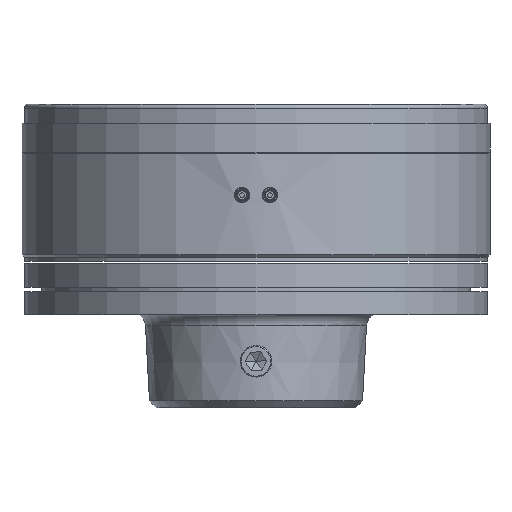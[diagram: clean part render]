
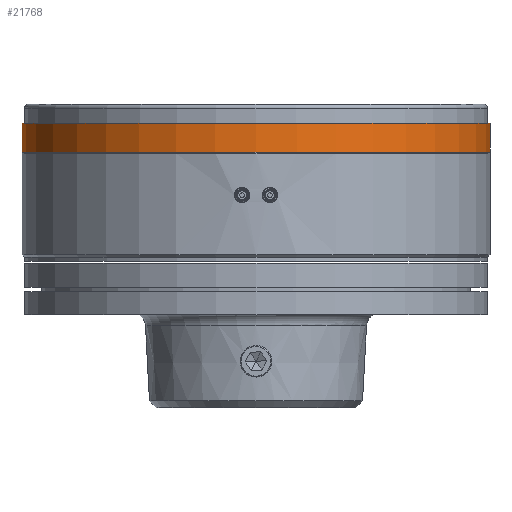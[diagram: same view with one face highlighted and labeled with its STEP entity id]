
A CAD part, front view. The second image highlights one B-rep face of the part: STEP entity #21768.
In plain terms, the highlighted cylindrical face has radius 50.5 mm (diameter 101 mm), a partial arc.
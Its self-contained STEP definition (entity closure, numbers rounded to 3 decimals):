
#84 = LINE ( 'NONE', #17493, #8517 ) ;
#326 = EDGE_CURVE ( 'NONE', #25907, #16658, #84, .T. ) ;
#665 = AXIS2_PLACEMENT_3D ( 'NONE', #26459, #14121, #22220 ) ;
#798 = AXIS2_PLACEMENT_3D ( 'NONE', #4694, #15745, #22371 ) ;
#3988 = DIRECTION ( 'NONE',  ( 0., 0., -1. ) ) ;
#4694 = CARTESIAN_POINT ( 'NONE',  ( 0., 0., -10.3 ) ) ;
#8108 = CARTESIAN_POINT ( 'NONE',  ( -50.5, 0., -4.1 ) ) ;
#8371 = VECTOR ( 'NONE', #3988, 1000. ) ;
#8517 = VECTOR ( 'NONE', #22170, 1000. ) ;
#9380 = EDGE_CURVE ( 'NONE', #16658, #24189, #23103, .T. ) ;
#11195 = CARTESIAN_POINT ( 'NONE',  ( 50.5, 0., -4.1 ) ) ;
#11688 = EDGE_CURVE ( 'NONE', #22590, #24189, #18685, .T. ) ;
#11943 = DIRECTION ( 'NONE',  ( -1., 0., 0. ) ) ;
#12079 = DIRECTION ( 'NONE',  ( 0., 0., -1. ) ) ;
#13623 = ORIENTED_EDGE ( 'NONE', *, *, #326, .F. ) ;
#13927 = AXIS2_PLACEMENT_3D ( 'NONE', #27108, #12079, #11943 ) ;
#14121 = DIRECTION ( 'NONE',  ( 0., 0., -1. ) ) ;
#14573 = ORIENTED_EDGE ( 'NONE', *, *, #9380, .F. ) ;
#15745 = DIRECTION ( 'NONE',  ( 0., 0., -1. ) ) ;
#16143 = FACE_OUTER_BOUND ( 'NONE', #18894, .T. ) ;
#16658 = VERTEX_POINT ( 'NONE', #24872 ) ;
#16988 = CARTESIAN_POINT ( 'NONE',  ( -50.5, 0., -9.178 ) ) ;
#17493 = CARTESIAN_POINT ( 'NONE',  ( 50.5, 0., -9.178 ) ) ;
#18685 = LINE ( 'NONE', #16988, #8371 ) ;
#18894 = EDGE_LOOP ( 'NONE', ( #13623, #27170, #25891, #14573 ) ) ;
#19812 = CIRCLE ( 'NONE', #13927, 50.5 ) ;
#21768 = ADVANCED_FACE ( 'NONE', ( #16143 ), #24897, .T. ) ;
#22170 = DIRECTION ( 'NONE',  ( 0., 0., -1. ) ) ;
#22220 = DIRECTION ( 'NONE',  ( -1., 0., 0. ) ) ;
#22371 = DIRECTION ( 'NONE',  ( -1., 0., 0. ) ) ;
#22590 = VERTEX_POINT ( 'NONE', #8108 ) ;
#23103 = CIRCLE ( 'NONE', #798, 50.5 ) ;
#23670 = CARTESIAN_POINT ( 'NONE',  ( -50.5, 0., -10.3 ) ) ;
#24189 = VERTEX_POINT ( 'NONE', #23670 ) ;
#24872 = CARTESIAN_POINT ( 'NONE',  ( 50.5, 0., -10.3 ) ) ;
#24897 = CYLINDRICAL_SURFACE ( 'NONE', #665, 50.5 ) ;
#25891 = ORIENTED_EDGE ( 'NONE', *, *, #11688, .T. ) ;
#25907 = VERTEX_POINT ( 'NONE', #11195 ) ;
#26459 = CARTESIAN_POINT ( 'NONE',  ( 0., 0., -9.178 ) ) ;
#27108 = CARTESIAN_POINT ( 'NONE',  ( 0., 0., -4.1 ) ) ;
#27170 = ORIENTED_EDGE ( 'NONE', *, *, #27300, .T. ) ;
#27300 = EDGE_CURVE ( 'NONE', #25907, #22590, #19812, .T. ) ;
